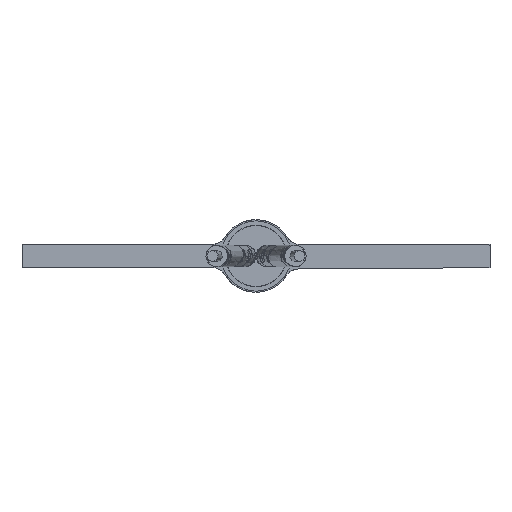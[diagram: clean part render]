
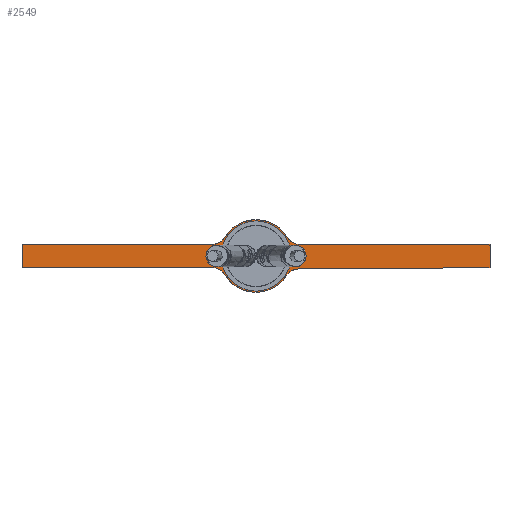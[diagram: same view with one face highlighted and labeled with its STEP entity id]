
A CAD part, left-side view. The second image highlights one B-rep face of the part: STEP entity #2549.
In plain terms, the highlighted planar face has unit normal (-1, 0, 0).
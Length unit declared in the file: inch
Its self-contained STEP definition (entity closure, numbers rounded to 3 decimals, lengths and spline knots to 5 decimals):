
#24 = CIRCLE ( 'NONE', #353, 0.0776 ) ;
#30 = EDGE_CURVE ( 'NONE', #1844, #1413, #2664, .T. ) ;
#62 = DIRECTION ( 'NONE',  ( -1., 0., 0. ) ) ;
#73 = DIRECTION ( 'NONE',  ( 1., 0., 0. ) ) ;
#75 = VERTEX_POINT ( 'NONE', #356 ) ;
#93 = CARTESIAN_POINT ( 'NONE',  ( 0., -0.49739, 0.02531 ) ) ;
#127 = AXIS2_PLACEMENT_3D ( 'NONE', #2596, #144, #202 ) ;
#144 = DIRECTION ( 'NONE',  ( 1., 0., 0. ) ) ;
#192 = DIRECTION ( 'NONE',  ( 0., 0., -1. ) ) ;
#202 = DIRECTION ( 'NONE',  ( 0., 0., -1. ) ) ;
#221 = CARTESIAN_POINT ( 'NONE',  ( 0., 0.00261, -0.07728 ) ) ;
#228 = VECTOR ( 'NONE', #1681, 39.37008 ) ;
#299 = CARTESIAN_POINT ( 'NONE',  ( 0., -0.49739, -0.02469 ) ) ;
#313 = EDGE_LOOP ( 'NONE', ( #1392, #2638 ) ) ;
#321 = CIRCLE ( 'NONE', #2604, 0.03 ) ;
#353 = AXIS2_PLACEMENT_3D ( 'NONE', #1554, #653, #2045 ) ;
#356 = CARTESIAN_POINT ( 'NONE',  ( 0., 0.50271, 0.02531 ) ) ;
#373 = CARTESIAN_POINT ( 'NONE',  ( 0., -0.49739, -0.02469 ) ) ;
#380 = ORIENTED_EDGE ( 'NONE', *, *, #30, .F. ) ;
#469 = EDGE_LOOP ( 'NONE', ( #2275, #1431, #380, #1706, #649, #2704, #959, #1297, #1951, #1418, #919, #655, #1189 ) ) ;
#486 = VECTOR ( 'NONE', #1904, 39.37008 ) ;
#492 = EDGE_CURVE ( 'NONE', #75, #2896, #2792, .T. ) ;
#522 = LINE ( 'NONE', #1426, #486 ) ;
#542 = AXIS2_PLACEMENT_3D ( 'NONE', #1897, #62, #2799 ) ;
#576 = VERTEX_POINT ( 'NONE', #641 ) ;
#594 = EDGE_CURVE ( 'NONE', #771, #2416, #2573, .T. ) ;
#595 = CIRCLE ( 'NONE', #127, 0.03 ) ;
#606 = CIRCLE ( 'NONE', #985, 0.03 ) ;
#626 = FACE_OUTER_BOUND ( 'NONE', #469, .T. ) ;
#632 = CARTESIAN_POINT ( 'NONE',  ( 0., 0.00261, 0.00031 ) ) ;
#641 = CARTESIAN_POINT ( 'NONE',  ( 0., 0.09509, -0.02469 ) ) ;
#649 = ORIENTED_EDGE ( 'NONE', *, *, #1445, .T. ) ;
#653 = DIRECTION ( 'NONE',  ( 1., 0., 0. ) ) ;
#655 = ORIENTED_EDGE ( 'NONE', *, *, #998, .F. ) ;
#695 = CARTESIAN_POINT ( 'NONE',  ( 0., 0.09509, 0.02531 ) ) ;
#726 = CARTESIAN_POINT ( 'NONE',  ( 0., -0.49739, 0.02531 ) ) ;
#748 = DIRECTION ( 'NONE',  ( -1., 0., 0. ) ) ;
#771 = VERTEX_POINT ( 'NONE', #1604 ) ;
#782 = CIRCLE ( 'NONE', #1534, 0.0776 ) ;
#783 = VECTOR ( 'NONE', #1223, 39.37008 ) ;
#840 = VERTEX_POINT ( 'NONE', #1490 ) ;
#860 = CARTESIAN_POINT ( 'NONE',  ( 0., 0.00261, 0.06531 ) ) ;
#899 = CARTESIAN_POINT ( 'NONE',  ( 0., -0.08987, 0.05531 ) ) ;
#919 = ORIENTED_EDGE ( 'NONE', *, *, #2692, .T. ) ;
#959 = ORIENTED_EDGE ( 'NONE', *, *, #1637, .F. ) ;
#985 = AXIS2_PLACEMENT_3D ( 'NONE', #1181, #73, #2506 ) ;
#998 = EDGE_CURVE ( 'NONE', #75, #2737, #2809, .T. ) ;
#1013 = VERTEX_POINT ( 'NONE', #1394 ) ;
#1032 = AXIS2_PLACEMENT_3D ( 'NONE', #899, #2876, #192 ) ;
#1056 = DIRECTION ( 'NONE',  ( -1., 0., 0. ) ) ;
#1093 = DIRECTION ( 'NONE',  ( 0., 0., 1. ) ) ;
#1109 = DIRECTION ( 'NONE',  ( 0., 0., -1. ) ) ;
#1161 = CARTESIAN_POINT ( 'NONE',  ( 0., 0.50271, -0.02469 ) ) ;
#1166 = CARTESIAN_POINT ( 'NONE',  ( 0., 0.00261, 0.00031 ) ) ;
#1181 = CARTESIAN_POINT ( 'NONE',  ( 0., -0.08823, -0.05735 ) ) ;
#1189 = ORIENTED_EDGE ( 'NONE', *, *, #492, .T. ) ;
#1223 = DIRECTION ( 'NONE',  ( 0., 1., -0.007 ) ) ;
#1297 = ORIENTED_EDGE ( 'NONE', *, *, #1397, .F. ) ;
#1301 = DIRECTION ( 'NONE',  ( 1., 0., 0. ) ) ;
#1324 = EDGE_CURVE ( 'NONE', #1862, #1013, #1865, .T. ) ;
#1392 = ORIENTED_EDGE ( 'NONE', *, *, #1661, .F. ) ;
#1394 = CARTESIAN_POINT ( 'NONE',  ( 0., 0.00261, -0.06469 ) ) ;
#1397 = EDGE_CURVE ( 'NONE', #2416, #1910, #2065, .T. ) ;
#1413 = VERTEX_POINT ( 'NONE', #2741 ) ;
#1414 = DIRECTION ( 'NONE',  ( 0., -1., 0. ) ) ;
#1417 = CARTESIAN_POINT ( 'NONE',  ( 0., -0.08987, 0.02531 ) ) ;
#1418 = ORIENTED_EDGE ( 'NONE', *, *, #1864, .F. ) ;
#1420 = CARTESIAN_POINT ( 'NONE',  ( 0., -0.49739, 0.00005 ) ) ;
#1426 = CARTESIAN_POINT ( 'NONE',  ( 0., 0.00267, -0.02469 ) ) ;
#1428 = DIRECTION ( 'NONE',  ( 1., 0., 0. ) ) ;
#1431 = ORIENTED_EDGE ( 'NONE', *, *, #1501, .T. ) ;
#1445 = EDGE_CURVE ( 'NONE', #840, #1863, #606, .T. ) ;
#1454 = DIRECTION ( 'NONE',  ( 0., 0., -1. ) ) ;
#1490 = CARTESIAN_POINT ( 'NONE',  ( 0., -0.0629, -0.04127 ) ) ;
#1492 = VECTOR ( 'NONE', #1454, 39.37008 ) ;
#1501 = EDGE_CURVE ( 'NONE', #576, #1413, #321, .T. ) ;
#1534 = AXIS2_PLACEMENT_3D ( 'NONE', #632, #1301, #2197 ) ;
#1554 = CARTESIAN_POINT ( 'NONE',  ( 0., 0.00261, 0.00031 ) ) ;
#1579 = VERTEX_POINT ( 'NONE', #2015 ) ;
#1580 = AXIS2_PLACEMENT_3D ( 'NONE', #1718, #1056, #1093 ) ;
#1604 = CARTESIAN_POINT ( 'NONE',  ( 0., -0.06408, 0.03998 ) ) ;
#1624 = DIRECTION ( 'NONE',  ( 0., 0., 1. ) ) ;
#1628 = CIRCLE ( 'NONE', #542, 0.065 ) ;
#1637 = EDGE_CURVE ( 'NONE', #1910, #2667, #2121, .T. ) ;
#1644 = LINE ( 'NONE', #299, #783 ) ;
#1661 = EDGE_CURVE ( 'NONE', #1013, #1862, #1628, .T. ) ;
#1666 = CARTESIAN_POINT ( 'NONE',  ( 0., 0.50271, 0.01388 ) ) ;
#1681 = DIRECTION ( 'NONE',  ( 0., -1., 0. ) ) ;
#1689 = AXIS2_PLACEMENT_3D ( 'NONE', #1166, #748, #1624 ) ;
#1704 = PLANE ( 'NONE',  #1580 ) ;
#1706 = ORIENTED_EDGE ( 'NONE', *, *, #2802, .F. ) ;
#1718 = CARTESIAN_POINT ( 'NONE',  ( 0., 0.00261, 0.00031 ) ) ;
#1844 = VERTEX_POINT ( 'NONE', #221 ) ;
#1851 = CARTESIAN_POINT ( 'NONE',  ( 0., 0.00261, 0.00031 ) ) ;
#1862 = VERTEX_POINT ( 'NONE', #860 ) ;
#1863 = VERTEX_POINT ( 'NONE', #2640 ) ;
#1864 = EDGE_CURVE ( 'NONE', #1579, #771, #782, .T. ) ;
#1865 = CIRCLE ( 'NONE', #1689, 0.065 ) ;
#1876 = DIRECTION ( 'NONE',  ( 0., 0., -1. ) ) ;
#1897 = CARTESIAN_POINT ( 'NONE',  ( 0., 0.00261, 0.00031 ) ) ;
#1904 = DIRECTION ( 'NONE',  ( 0., 1., 0. ) ) ;
#1910 = VERTEX_POINT ( 'NONE', #726 ) ;
#1951 = ORIENTED_EDGE ( 'NONE', *, *, #594, .F. ) ;
#1956 = VECTOR ( 'NONE', #1414, 39.37008 ) ;
#2004 = VECTOR ( 'NONE', #2571, 39.37008 ) ;
#2015 = CARTESIAN_POINT ( 'NONE',  ( 0., 0.0693, 0.03998 ) ) ;
#2045 = DIRECTION ( 'NONE',  ( 0., 0., -1. ) ) ;
#2059 = EDGE_CURVE ( 'NONE', #576, #2896, #522, .T. ) ;
#2065 = LINE ( 'NONE', #2080, #228 ) ;
#2080 = CARTESIAN_POINT ( 'NONE',  ( 0., -0.49739, 0.02531 ) ) ;
#2121 = LINE ( 'NONE', #1420, #1492 ) ;
#2197 = DIRECTION ( 'NONE',  ( 0., 0., -1. ) ) ;
#2275 = ORIENTED_EDGE ( 'NONE', *, *, #2059, .F. ) ;
#2281 = CARTESIAN_POINT ( 'NONE',  ( 0., 0.09509, -0.05469 ) ) ;
#2414 = FACE_BOUND ( 'NONE', #313, .T. ) ;
#2416 = VERTEX_POINT ( 'NONE', #1417 ) ;
#2506 = DIRECTION ( 'NONE',  ( 0., 0., -1. ) ) ;
#2549 = ADVANCED_FACE ( 'NONE', ( #2414, #626 ), #1704, .T. ) ;
#2571 = DIRECTION ( 'NONE',  ( 0., 0., -1. ) ) ;
#2573 = CIRCLE ( 'NONE', #1032, 0.03 ) ;
#2596 = CARTESIAN_POINT ( 'NONE',  ( 0., 0.09509, 0.05531 ) ) ;
#2604 = AXIS2_PLACEMENT_3D ( 'NONE', #2281, #1428, #1876 ) ;
#2638 = ORIENTED_EDGE ( 'NONE', *, *, #1324, .F. ) ;
#2640 = CARTESIAN_POINT ( 'NONE',  ( 0., -0.08803, -0.02735 ) ) ;
#2652 = DIRECTION ( 'NONE',  ( 1., 0., 0. ) ) ;
#2664 = CIRCLE ( 'NONE', #2754, 0.0776 ) ;
#2667 = VERTEX_POINT ( 'NONE', #373 ) ;
#2692 = EDGE_CURVE ( 'NONE', #1579, #2737, #595, .T. ) ;
#2704 = ORIENTED_EDGE ( 'NONE', *, *, #2907, .F. ) ;
#2737 = VERTEX_POINT ( 'NONE', #695 ) ;
#2741 = CARTESIAN_POINT ( 'NONE',  ( 0., 0.0693, -0.03935 ) ) ;
#2754 = AXIS2_PLACEMENT_3D ( 'NONE', #1851, #2652, #1109 ) ;
#2792 = LINE ( 'NONE', #1666, #2004 ) ;
#2799 = DIRECTION ( 'NONE',  ( 0., 0., 1. ) ) ;
#2802 = EDGE_CURVE ( 'NONE', #840, #1844, #24, .T. ) ;
#2809 = LINE ( 'NONE', #93, #1956 ) ;
#2876 = DIRECTION ( 'NONE',  ( -1., 0., 0. ) ) ;
#2896 = VERTEX_POINT ( 'NONE', #1161 ) ;
#2907 = EDGE_CURVE ( 'NONE', #2667, #1863, #1644, .T. ) ;
